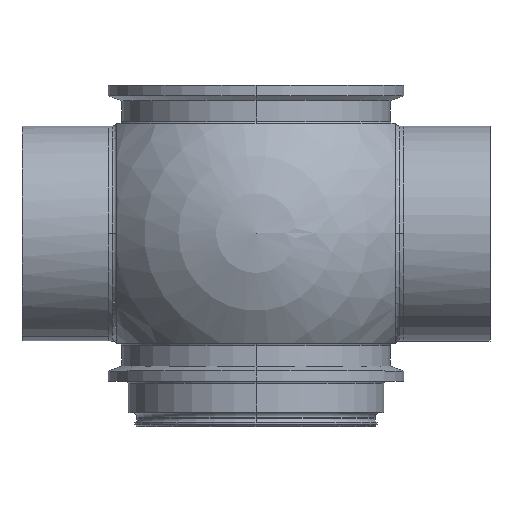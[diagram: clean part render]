
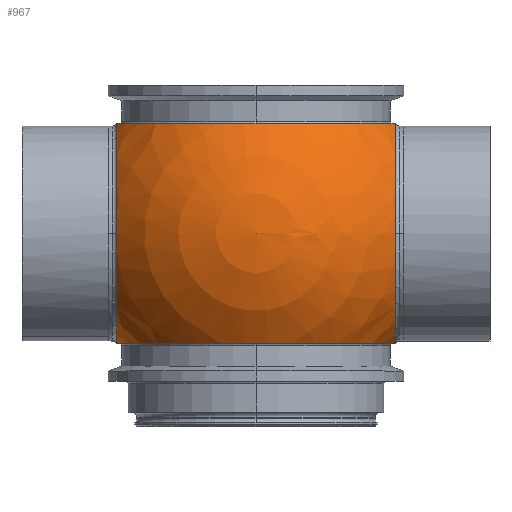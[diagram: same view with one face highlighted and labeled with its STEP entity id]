
A CAD part, top view. The second image highlights one B-rep face of the part: STEP entity #967.
In plain terms, the highlighted spherical face has radius 65.075 mm.
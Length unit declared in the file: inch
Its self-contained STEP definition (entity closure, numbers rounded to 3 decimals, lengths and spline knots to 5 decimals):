
#4 = CIRCLE ( 'NONE', #264, 1.66991 ) ;
#49 = ORIENTED_EDGE ( 'NONE', *, *, #1604, .F. ) ;
#215 = CARTESIAN_POINT ( 'NONE',  ( 1.943, -1.533, 0.6622 ) ) ;
#264 = AXIS2_PLACEMENT_3D ( 'NONE', #1151, #386, #1288 ) ;
#267 = CIRCLE ( 'NONE', #1035, 2.05125 ) ;
#330 = AXIS2_PLACEMENT_3D ( 'NONE', #1149, #1023, #1414 ) ;
#382 = VERTEX_POINT ( 'NONE', #566 ) ;
#386 = DIRECTION ( 'NONE',  ( -1., 0., 0. ) ) ;
#388 = CARTESIAN_POINT ( 'NONE',  ( 0., -1.533, 0. ) ) ;
#410 = AXIS2_PLACEMENT_3D ( 'NONE', #388, #1293, #510 ) ;
#445 = EDGE_CURVE ( 'NONE', #842, #382, #981, .T. ) ;
#510 = DIRECTION ( 'NONE',  ( 0., 0., 1. ) ) ;
#511 = ORIENTED_EDGE ( 'NONE', *, *, #1487, .T. ) ;
#532 = CARTESIAN_POINT ( 'NONE',  ( 0., 1.535, 0. ) ) ;
#566 = CARTESIAN_POINT ( 'NONE',  ( -1.943, -1.533, 0.6622 ) ) ;
#586 = DIRECTION ( 'NONE',  ( 1., 0., 0. ) ) ;
#630 = EDGE_LOOP ( 'NONE', ( #49, #1510, #1110, #511 ) ) ;
#670 = DIRECTION ( 'NONE',  ( 0., 0., 1. ) ) ;
#808 = VERTEX_POINT ( 'NONE', #215 ) ;
#822 = VERTEX_POINT ( 'NONE', #1118 ) ;
#842 = VERTEX_POINT ( 'NONE', #877 ) ;
#877 = CARTESIAN_POINT ( 'NONE',  ( -1.943, 1.535, 0.65755 ) ) ;
#967 = ADVANCED_FACE ( 'NONE', ( #1191 ), #1497, .T. ) ;
#970 = EDGE_CURVE ( 'NONE', #382, #808, #1455, .T. ) ;
#981 = CIRCLE ( 'NONE', #1196, 1.66991 ) ;
#1023 = DIRECTION ( 'NONE',  ( 0., 0., -1. ) ) ;
#1035 = AXIS2_PLACEMENT_3D ( 'NONE', #532, #1436, #670 ) ;
#1110 = ORIENTED_EDGE ( 'NONE', *, *, #970, .T. ) ;
#1118 = CARTESIAN_POINT ( 'NONE',  ( 1.943, 1.535, 0.65755 ) ) ;
#1149 = CARTESIAN_POINT ( 'NONE',  ( 0., 0., 0. ) ) ;
#1151 = CARTESIAN_POINT ( 'NONE',  ( 1.943, 0., 0. ) ) ;
#1191 = FACE_OUTER_BOUND ( 'NONE', #630, .T. ) ;
#1196 = AXIS2_PLACEMENT_3D ( 'NONE', #1360, #586, #1485 ) ;
#1288 = DIRECTION ( 'NONE',  ( 0., 0., 1. ) ) ;
#1293 = DIRECTION ( 'NONE',  ( 0., 1., 0. ) ) ;
#1360 = CARTESIAN_POINT ( 'NONE',  ( -1.943, 0., 0. ) ) ;
#1414 = DIRECTION ( 'NONE',  ( 1., 0., 0. ) ) ;
#1436 = DIRECTION ( 'NONE',  ( 0., 1., 0. ) ) ;
#1455 = CIRCLE ( 'NONE', #410, 2.05274 ) ;
#1485 = DIRECTION ( 'NONE',  ( 0., 0., -1. ) ) ;
#1487 = EDGE_CURVE ( 'NONE', #808, #822, #4, .T. ) ;
#1497 = SPHERICAL_SURFACE ( 'NONE', #330, 2.562 ) ;
#1510 = ORIENTED_EDGE ( 'NONE', *, *, #445, .T. ) ;
#1604 = EDGE_CURVE ( 'NONE', #842, #822, #267, .T. ) ;
